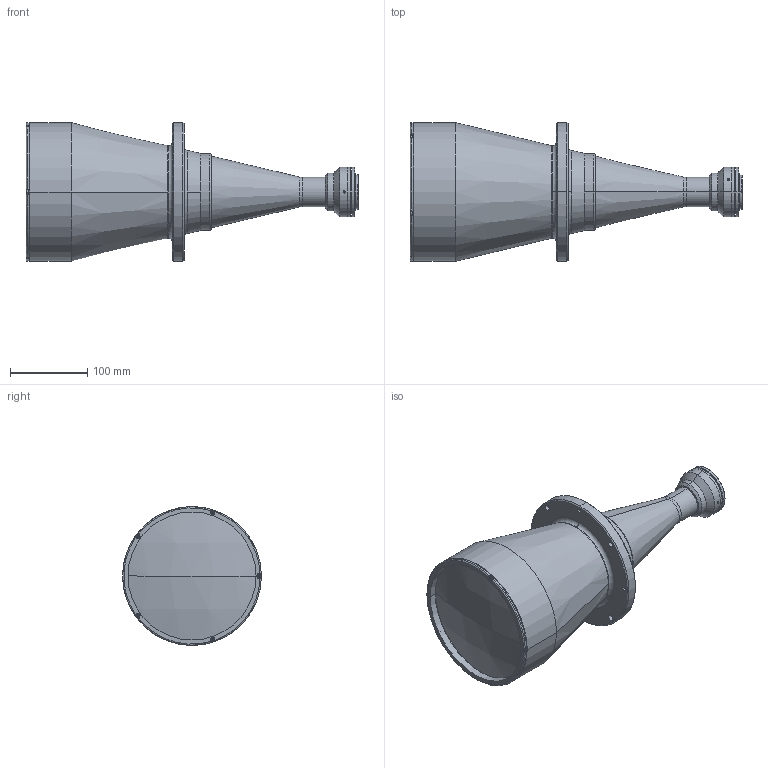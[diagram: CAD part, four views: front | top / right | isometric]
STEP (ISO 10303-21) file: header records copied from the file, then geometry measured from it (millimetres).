
FILE_DESCRIPTION (( 'STEP AP203' ), '1' );
FILE_NAME ('DP71409_TC2MHR120-F.step', '2021-10-04T08:16:40', ( '' ), ( '' ), 'SwSTEP 2.0', 'SolidWorks 2021', '' );
FILE_SCHEMA (( 'CONFIG_CONTROL_DESIGN' ));
Length unit declared in the file: millimetre
Products named in the file (1): DP71409_TC2MHR120-F
Bounding box: 430.66 x 180 x 180 mm (x, y, z)
Surface area: 234320.6 mm2 (no closed solid volume)
Topology: 0 solids, 28 shells, 267 faces, 796 edges, 547 vertices
Faces by surface type: plane 105, cylinder 89, cone 36, torus 33, sphere 4
Entity records: 9323 total; most frequent: CARTESIAN_POINT 1877, DIRECTION 1679, ORIENTED_EDGE 1312, EDGE_CURVE 786, AXIS2_PLACEMENT_3D 651, VERTEX_POINT 547, CIRCLE 383, VECTOR 377
